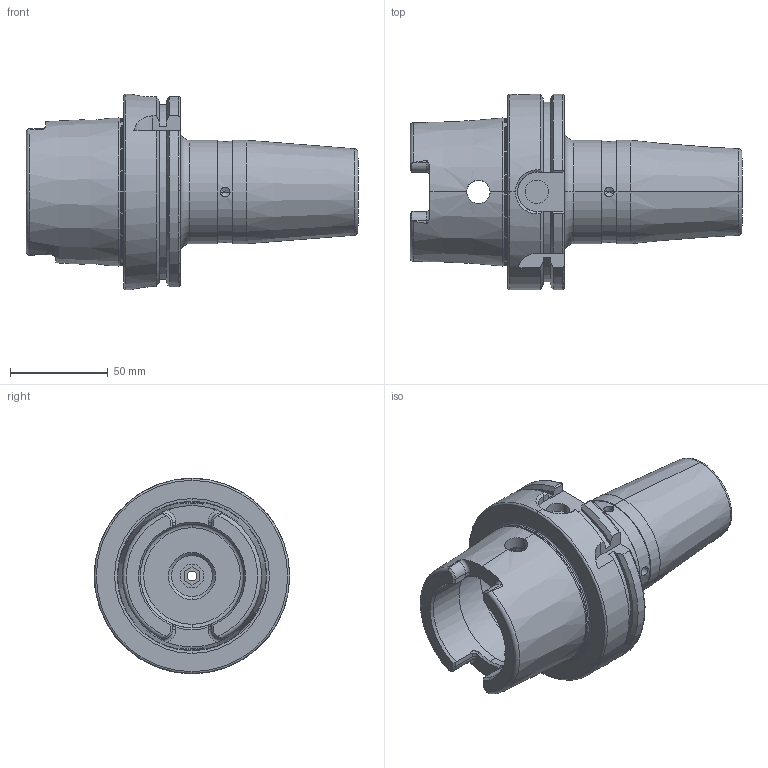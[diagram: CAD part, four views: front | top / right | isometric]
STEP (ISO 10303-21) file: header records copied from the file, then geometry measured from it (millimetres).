
FILE_DESCRIPTION (( 'STEP AP203' ), '1' );
FILE_NAME ('91100A-SR25120.STEP', '2023-06-13T09:51:39', ( '' ), ( '' ), 'SwSTEP 2.0', 'SolidWorks 2018', '' );
FILE_SCHEMA (( 'CONFIG_CONTROL_DESIGN' ));
Length unit declared in the file: millimetre
Products named in the file (4): 91100A-SR25120; HSKA100SFC25120WW; SCWM16X1P
Assembly tree (3 placements, depth 3):
  91100A-SR25120
    HSKA100SFC25120WW
      HSKA100SFC25120WW
      SCWM16X1P
Bounding box: 169.95 x 100 x 100 mm (x, y, z)
Volume: 402663.2 mm3; surface area: 71306.9 mm2
Topology: 2 solids, 2 shells, 219 faces, 535 edges, 320 vertices
Faces by surface type: cylinder 70, plane 61, cone 47, torus 31, bspline 10
Entity records: 8226 total; most frequent: CARTESIAN_POINT 2835, ORIENTED_EDGE 1050, DIRECTION 1040, EDGE_CURVE 525, AXIS2_PLACEMENT_3D 419, VERTEX_POINT 320, EDGE_LOOP 237, FACE_OUTER_BOUND 219
